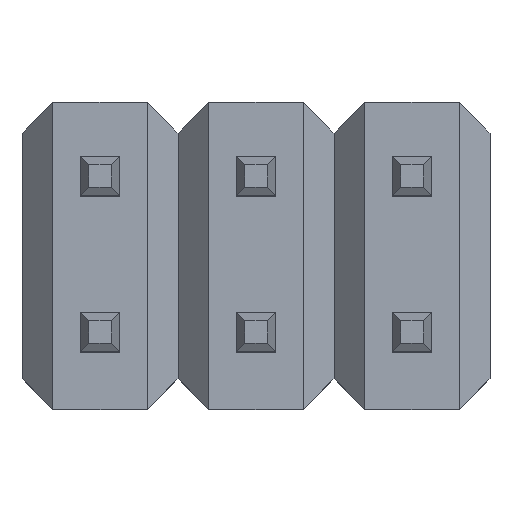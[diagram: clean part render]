
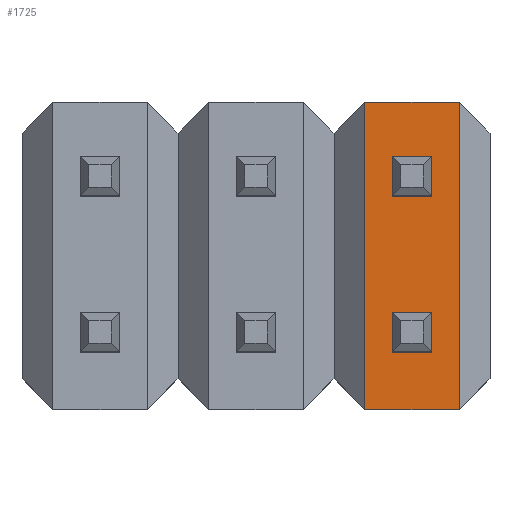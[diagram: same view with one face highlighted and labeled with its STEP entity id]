
A CAD part, top view. The second image highlights one B-rep face of the part: STEP entity #1725.
In plain terms, the highlighted planar face has unit normal (0, 0, 1).
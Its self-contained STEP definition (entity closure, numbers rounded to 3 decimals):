
#112 = EDGE_CURVE ( 'NONE', #6807, #5979, #1588, .T. ) ;
#471 = ORIENTED_EDGE ( 'NONE', *, *, #3424, .T. ) ;
#475 = CARTESIAN_POINT ( 'NONE',  ( 2.04, 0., 2.54 ) ) ;
#555 = VERTEX_POINT ( 'NONE', #6460 ) ;
#1019 = DIRECTION ( 'NONE',  ( 0., 1., 0. ) ) ;
#1162 = CARTESIAN_POINT ( 'NONE',  ( 0., 0., 2.54 ) ) ;
#1341 = LINE ( 'NONE', #1837, #4019 ) ;
#1395 = CARTESIAN_POINT ( 'NONE',  ( 0., 0., 2.54 ) ) ;
#1500 = ORIENTED_EDGE ( 'NONE', *, *, #112, .T. ) ;
#1588 = LINE ( 'NONE', #5684, #4271 ) ;
#1717 = DIRECTION ( 'NONE',  ( 1., 0., 0. ) ) ;
#1725 = ADVANCED_FACE ( 'NONE', ( #5287 ), #5673, .F. ) ;
#1837 = CARTESIAN_POINT ( 'NONE',  ( 0., 5., 2.54 ) ) ;
#1939 = DIRECTION ( 'NONE',  ( -1., 0., 0. ) ) ;
#1941 = EDGE_LOOP ( 'NONE', ( #2938, #471, #1997, #1500 ) ) ;
#1997 = ORIENTED_EDGE ( 'NONE', *, *, #2649, .T. ) ;
#2392 = EDGE_CURVE ( 'NONE', #5979, #555, #3186, .T. ) ;
#2649 = EDGE_CURVE ( 'NONE', #6228, #6807, #1341, .T. ) ;
#2803 = LINE ( 'NONE', #475, #4231 ) ;
#2938 = ORIENTED_EDGE ( 'NONE', *, *, #2392, .T. ) ;
#3107 = CARTESIAN_POINT ( 'NONE',  ( 0.5, 0., 2.54 ) ) ;
#3186 = LINE ( 'NONE', #1162, #5876 ) ;
#3424 = EDGE_CURVE ( 'NONE', #555, #6228, #2803, .T. ) ;
#4019 = VECTOR ( 'NONE', #5567, 1000. ) ;
#4231 = VECTOR ( 'NONE', #1019, 1000. ) ;
#4271 = VECTOR ( 'NONE', #5127, 1000. ) ;
#4733 = AXIS2_PLACEMENT_3D ( 'NONE', #1395, #5138, #1939 ) ;
#5127 = DIRECTION ( 'NONE',  ( 0., -1., 0. ) ) ;
#5138 = DIRECTION ( 'NONE',  ( 0., 0., -1. ) ) ;
#5287 = FACE_OUTER_BOUND ( 'NONE', #1941, .T. ) ;
#5567 = DIRECTION ( 'NONE',  ( -1., 0., 0. ) ) ;
#5673 = PLANE ( 'NONE',  #4733 ) ;
#5684 = CARTESIAN_POINT ( 'NONE',  ( 0.5, 0., 2.54 ) ) ;
#5876 = VECTOR ( 'NONE', #1717, 1000. ) ;
#5918 = CARTESIAN_POINT ( 'NONE',  ( 0.5, 5., 2.54 ) ) ;
#5943 = CARTESIAN_POINT ( 'NONE',  ( 2.04, 5., 2.54 ) ) ;
#5979 = VERTEX_POINT ( 'NONE', #3107 ) ;
#6228 = VERTEX_POINT ( 'NONE', #5943 ) ;
#6460 = CARTESIAN_POINT ( 'NONE',  ( 2.04, 0., 2.54 ) ) ;
#6807 = VERTEX_POINT ( 'NONE', #5918 ) ;
